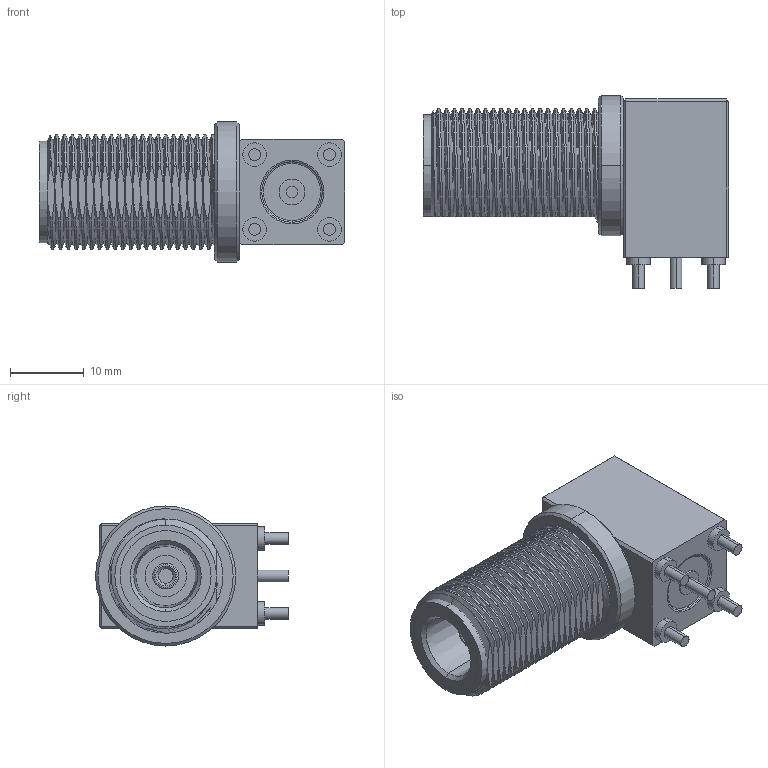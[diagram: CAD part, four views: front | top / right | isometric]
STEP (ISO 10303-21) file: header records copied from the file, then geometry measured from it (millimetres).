
FILE_DESCRIPTION (( 'STEP AP214' ), '1' );
FILE_NAME ('Amphenol RF 172363.STEP', '2021-12-22T21:28:54', ( '' ), ( '' ), 'SwSTEP 2.0', 'SolidWorks 2018', '' );
FILE_SCHEMA (( 'AUTOMOTIVE_DESIGN' ));
Length unit declared in the file: millimetre
Products named in the file (1): Amphenol RF 172363
Bounding box: 41.4 x 26.14 x 19 mm (x, y, z)
Volume: 10028 mm3; surface area: 10504.5 mm2
Topology: 8 solids, 8 shells, 297 faces, 666 edges, 405 vertices
Faces by surface type: cylinder 198, plane 74, cone 16, torus 6, bspline 3
Entity records: 14510 total; most frequent: CARTESIAN_POINT 5347, ORIENTED_EDGE 1332, DIRECTION 1172, EDGE_CURVE 666, AXIS2_PLACEMENT_3D 448, VERTEX_POINT 405, EDGE_LOOP 329, FACE_OUTER_BOUND 297
